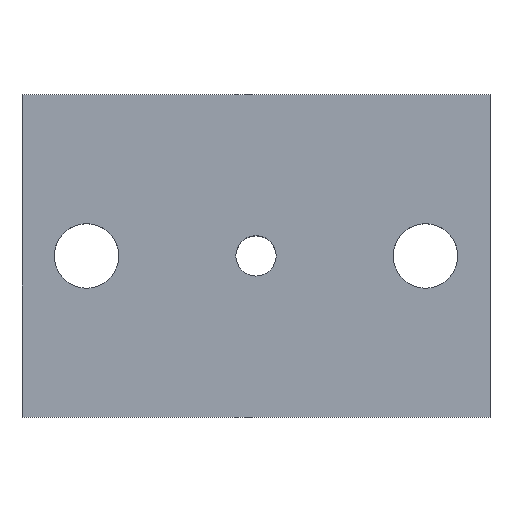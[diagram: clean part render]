
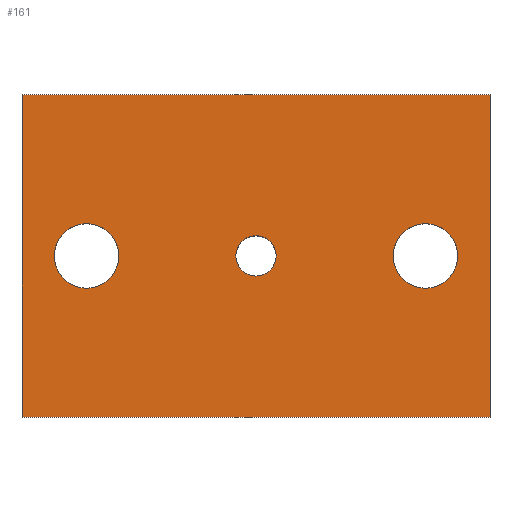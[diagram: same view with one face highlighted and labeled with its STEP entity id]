
A CAD part, top view. The second image highlights one B-rep face of the part: STEP entity #161.
In plain terms, the highlighted planar face has unit normal (0, 0, 1).
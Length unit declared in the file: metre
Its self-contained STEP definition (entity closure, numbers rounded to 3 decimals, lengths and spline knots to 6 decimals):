
#12=CIRCLE('',#181,0.002);
#14=CIRCLE('',#184,0.002);
#16=CIRCLE('',#188,0.00125);
#41=ORIENTED_EDGE('',*,*,#73,.T.);
#42=ORIENTED_EDGE('',*,*,#69,.F.);
#43=ORIENTED_EDGE('',*,*,#67,.F.);
#44=ORIENTED_EDGE('',*,*,#59,.F.);
#45=ORIENTED_EDGE('',*,*,#63,.T.);
#46=ORIENTED_EDGE('',*,*,#66,.T.);
#47=ORIENTED_EDGE('',*,*,#72,.F.);
#59=EDGE_CURVE('',#77,#78,#91,.T.);
#63=EDGE_CURVE('',#77,#80,#95,.T.);
#66=EDGE_CURVE('',#80,#82,#98,.T.);
#67=EDGE_CURVE('',#83,#83,#12,.T.);
#69=EDGE_CURVE('',#85,#85,#14,.T.);
#72=EDGE_CURVE('',#78,#82,#100,.T.);
#73=EDGE_CURVE('',#87,#87,#16,.F.);
#77=VERTEX_POINT('',#242);
#78=VERTEX_POINT('',#244);
#80=VERTEX_POINT('',#250);
#82=VERTEX_POINT('',#256);
#83=VERTEX_POINT('',#260);
#85=VERTEX_POINT('',#265);
#87=VERTEX_POINT('',#273);
#91=LINE('',#243,#103);
#95=LINE('',#251,#107);
#98=LINE('',#257,#110);
#100=LINE('',#270,#112);
#103=VECTOR('',#198,1.);
#107=VECTOR('',#204,1.);
#110=VECTOR('',#209,1.);
#112=VECTOR('',#225,1.);
#121=EDGE_LOOP('',(#41));
#122=EDGE_LOOP('',(#42));
#123=EDGE_LOOP('',(#43));
#124=EDGE_LOOP('',(#44,#45,#46,#47));
#139=FACE_BOUND('',#121,.T.);
#140=FACE_BOUND('',#122,.T.);
#141=FACE_BOUND('',#123,.T.);
#142=FACE_BOUND('',#124,.T.);
#153=PLANE('',#187);
#161=ADVANCED_FACE('',(#139,#140,#141,#142),#153,.T.);
#181=AXIS2_PLACEMENT_3D('',#259,#212,#213);
#184=AXIS2_PLACEMENT_3D('',#264,#218,#219);
#187=AXIS2_PLACEMENT_3D('',#271,#226,#227);
#188=AXIS2_PLACEMENT_3D('',#272,#228,#229);
#198=DIRECTION('',(-1.,0.,0.));
#204=DIRECTION('',(0.,1.,0.));
#209=DIRECTION('',(-1.,0.,0.));
#212=DIRECTION('',(0.,0.,1.));
#213=DIRECTION('',(1.,0.,0.));
#218=DIRECTION('',(0.,0.,1.));
#219=DIRECTION('',(1.,0.,0.));
#225=DIRECTION('',(0.,1.,0.));
#226=DIRECTION('',(0.,0.,1.));
#227=DIRECTION('',(1.,0.,0.));
#228=DIRECTION('',(0.,0.,1.));
#229=DIRECTION('',(1.,0.,0.));
#242=CARTESIAN_POINT('',(0.0145,-0.01,0.005));
#243=CARTESIAN_POINT('',(0.,-0.01,0.005));
#244=CARTESIAN_POINT('',(-0.0145,-0.01,0.005));
#250=CARTESIAN_POINT('',(0.0145,0.01,0.005));
#251=CARTESIAN_POINT('',(0.0145,0.,0.005));
#256=CARTESIAN_POINT('',(-0.0145,0.01,0.005));
#257=CARTESIAN_POINT('',(0.,0.01,0.005));
#259=CARTESIAN_POINT('',(0.0105,0.,0.005));
#260=CARTESIAN_POINT('',(0.0125,0.,0.005));
#264=CARTESIAN_POINT('',(-0.0105,0.,0.005));
#265=CARTESIAN_POINT('',(-0.0085,0.,0.005));
#270=CARTESIAN_POINT('',(-0.0145,0.,0.005));
#271=CARTESIAN_POINT('',(0.,0.,0.005));
#272=CARTESIAN_POINT('',(0.,0.,0.005));
#273=CARTESIAN_POINT('',(0.00125,0.,0.005));
